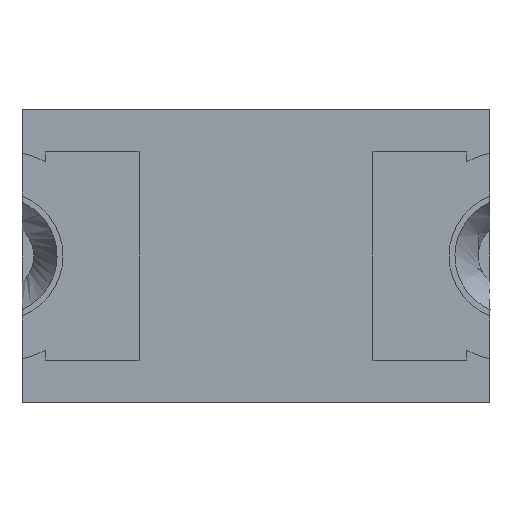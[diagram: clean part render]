
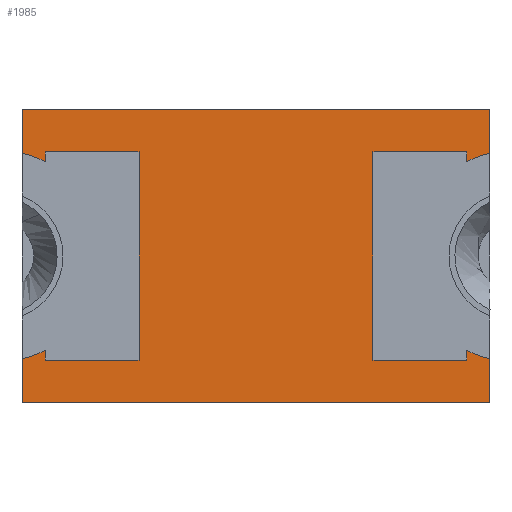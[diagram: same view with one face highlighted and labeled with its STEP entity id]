
A CAD part, front view. The second image highlights one B-rep face of the part: STEP entity #1985.
In plain terms, the highlighted planar face has unit normal (0, -1, 0).
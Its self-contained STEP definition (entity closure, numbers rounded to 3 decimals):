
#239 = DIRECTION ( 'NONE',  ( 1., 0., 0. ) ) ;
#240 = VECTOR ( 'NONE', #239, 1000. ) ;
#241 = CARTESIAN_POINT ( 'NONE',  ( -1., -0.26, 0.625 ) ) ;
#242 = LINE ( 'NONE', #241, #240 ) ;
#283 = CARTESIAN_POINT ( 'NONE',  ( 1., -0.26, -0.625 ) ) ;
#284 = DIRECTION ( 'NONE',  ( 0., 0., 1. ) ) ;
#285 = VECTOR ( 'NONE', #284, 1000. ) ;
#286 = CARTESIAN_POINT ( 'NONE',  ( 1., -0.26, -0.625 ) ) ;
#287 = LINE ( 'NONE', #286, #285 ) ;
#294 = CARTESIAN_POINT ( 'NONE',  ( -1., -0.26, 0.299 ) ) ;
#296 = DIRECTION ( 'NONE',  ( 0., 0., 1. ) ) ;
#297 = VECTOR ( 'NONE', #296, 1000. ) ;
#298 = CARTESIAN_POINT ( 'NONE',  ( 1., -0.26, -0.625 ) ) ;
#299 = LINE ( 'NONE', #298, #297 ) ;
#304 = DIRECTION ( 'NONE',  ( 1., 0., 0. ) ) ;
#305 = VECTOR ( 'NONE', #304, 1000. ) ;
#306 = CARTESIAN_POINT ( 'NONE',  ( -1., -0.26, -0.625 ) ) ;
#307 = LINE ( 'NONE', #306, #305 ) ;
#315 = CARTESIAN_POINT ( 'NONE',  ( 1., -0.26, 0.299 ) ) ;
#324 = CARTESIAN_POINT ( 'NONE',  ( -1., -0.26, -0.625 ) ) ;
#340 = LINE ( 'NONE', #402, #401 ) ;
#355 = CARTESIAN_POINT ( 'NONE',  ( 1., -0.26, -0.299 ) ) ;
#362 = CARTESIAN_POINT ( 'NONE',  ( -1., -0.26, 0.625 ) ) ;
#392 = DIRECTION ( 'NONE',  ( 0., 0., 1. ) ) ;
#393 = VECTOR ( 'NONE', #392, 1000. ) ;
#394 = CARTESIAN_POINT ( 'NONE',  ( -1., -0.26, -0.625 ) ) ;
#395 = LINE ( 'NONE', #394, #393 ) ;
#400 = DIRECTION ( 'NONE',  ( 0., 0., 1. ) ) ;
#401 = VECTOR ( 'NONE', #400, 1000. ) ;
#402 = CARTESIAN_POINT ( 'NONE',  ( -1., -0.26, -0.625 ) ) ;
#411 = DIRECTION ( 'NONE',  ( 0., 0., -1. ) ) ;
#412 = DIRECTION ( 'NONE',  ( 0., -1., 0. ) ) ;
#413 = CARTESIAN_POINT ( 'NONE',  ( -1., -0.26, -0.625 ) ) ;
#414 = AXIS2_PLACEMENT_3D ( 'NONE', #413, #412, #411 ) ;
#415 = PLANE ( 'NONE',  #414 ) ;
#416 = FACE_OUTER_BOUND ( 'NONE', #1885, .T. ) ;
#424 = DIRECTION ( 'NONE',  ( 0., 0., -1. ) ) ;
#425 = DIRECTION ( 'NONE',  ( 0., 1., 0. ) ) ;
#426 = CARTESIAN_POINT ( 'NONE',  ( -1.1, -0.26, 0. ) ) ;
#427 = AXIS2_PLACEMENT_3D ( 'NONE', #426, #425, #424 ) ;
#428 = CIRCLE ( 'NONE', #427, 0.315 ) ;
#429 = CARTESIAN_POINT ( 'NONE',  ( -1., -0.26, -0.299 ) ) ;
#430 = CARTESIAN_POINT ( 'NONE',  ( 1., -0.26, 0.625 ) ) ;
#459 = DIRECTION ( 'NONE',  ( 0., 0., -1. ) ) ;
#460 = DIRECTION ( 'NONE',  ( 0., 1., 0. ) ) ;
#461 = CARTESIAN_POINT ( 'NONE',  ( 1.1, -0.26, 0. ) ) ;
#462 = AXIS2_PLACEMENT_3D ( 'NONE', #461, #460, #459 ) ;
#463 = CIRCLE ( 'NONE', #462, 0.315 ) ;
#1885 = EDGE_LOOP ( 'NONE', ( #1892, #1898, #1896, #1978, #1990, #1974, #1914, #1894 ) ) ;
#1892 = ORIENTED_EDGE ( 'NONE', *, *, #1997, .T. ) ;
#1893 = EDGE_CURVE ( 'NONE', #1938, #1967, #242, .T. ) ;
#1894 = ORIENTED_EDGE ( 'NONE', *, *, #1911, .T. ) ;
#1895 = EDGE_CURVE ( 'NONE', #1928, #1912, #307, .T. ) ;
#1896 = ORIENTED_EDGE ( 'NONE', *, *, #1893, .F. ) ;
#1898 = ORIENTED_EDGE ( 'NONE', *, *, #1902, .T. ) ;
#1902 = EDGE_CURVE ( 'NONE', #1931, #1967, #299, .T. ) ;
#1904 = VERTEX_POINT ( 'NONE', #294 ) ;
#1911 = EDGE_CURVE ( 'NONE', #1912, #1940, #287, .T. ) ;
#1912 = VERTEX_POINT ( 'NONE', #283 ) ;
#1914 = ORIENTED_EDGE ( 'NONE', *, *, #1895, .T. ) ;
#1928 = VERTEX_POINT ( 'NONE', #324 ) ;
#1931 = VERTEX_POINT ( 'NONE', #315 ) ;
#1938 = VERTEX_POINT ( 'NONE', #362 ) ;
#1940 = VERTEX_POINT ( 'NONE', #355 ) ;
#1948 = EDGE_CURVE ( 'NONE', #1904, #1938, #340, .T. ) ;
#1952 = EDGE_CURVE ( 'NONE', #1928, #1970, #395, .T. ) ;
#1967 = VERTEX_POINT ( 'NONE', #430 ) ;
#1970 = VERTEX_POINT ( 'NONE', #429 ) ;
#1973 = EDGE_CURVE ( 'NONE', #1904, #1970, #428, .T. ) ;
#1974 = ORIENTED_EDGE ( 'NONE', *, *, #1952, .F. ) ;
#1978 = ORIENTED_EDGE ( 'NONE', *, *, #1948, .F. ) ;
#1985 = ADVANCED_FACE ( 'NONE', ( #416 ), #415, .T. ) ;
#1990 = ORIENTED_EDGE ( 'NONE', *, *, #1973, .T. ) ;
#1997 = EDGE_CURVE ( 'NONE', #1940, #1931, #463, .T. ) ;
